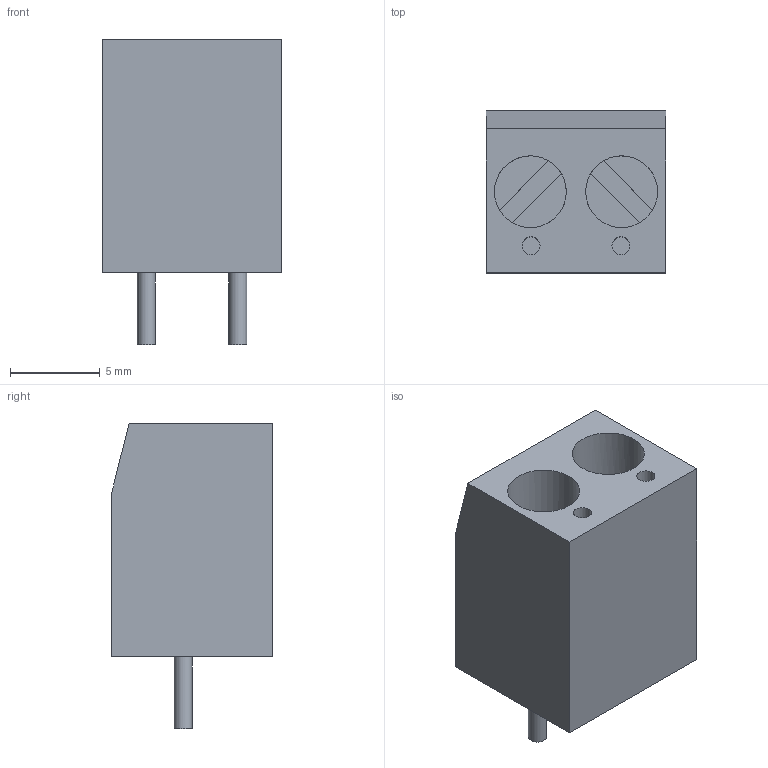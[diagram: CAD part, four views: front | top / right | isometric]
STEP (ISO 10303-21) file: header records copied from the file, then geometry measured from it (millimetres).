
FILE_DESCRIPTION(/* description */ (''),/* implementation_level */ '2;1');
FILE_NAME(/* name */ 'Terminal Block.stp',/* time_stamp */ '2018-11-26T13:19:31+00:00',/* author */ ('eexdf1'),/* organization */ (''),/* preprocessor_version */ 'ST-DEVELOPER v17',/* originating_system */ 'Autodesk Inventor 2019',/* authorisation */ '');
FILE_SCHEMA (('AUTOMOTIVE_DESIGN { 1 0 10303 214 3 1 1 }'));
Length unit declared in the file: millimetre
Products named in the file (1): Terminal Block
Bounding box: 10 x 9 x 17 mm (x, y, z)
Volume: 934.5 mm3; surface area: 972.6 mm2
Topology: 1 solids, 1 shells, 41 faces, 97 edges, 68 vertices
Faces by surface type: plane 33, cylinder 8
Full cylindrical faces by diameter (mm): 1 x4, 3 x2, 4 x2
Entity records: 1306 total; most frequent: DIRECTION 215, CARTESIAN_POINT 207, ORIENTED_EDGE 194, EDGE_CURVE 97, AXIS2_PLACEMENT_3D 76, VERTEX_POINT 68, LINE 63, VECTOR 63
